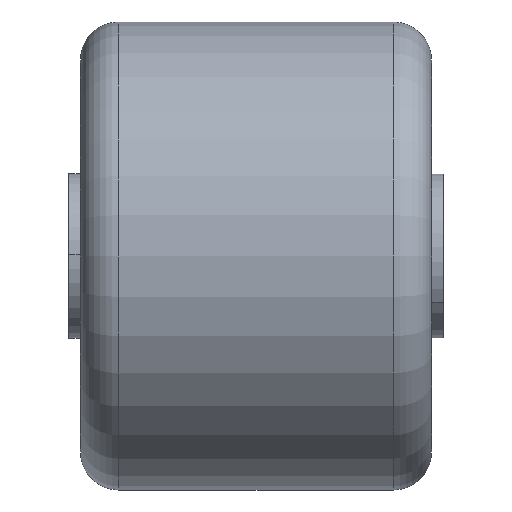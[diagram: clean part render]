
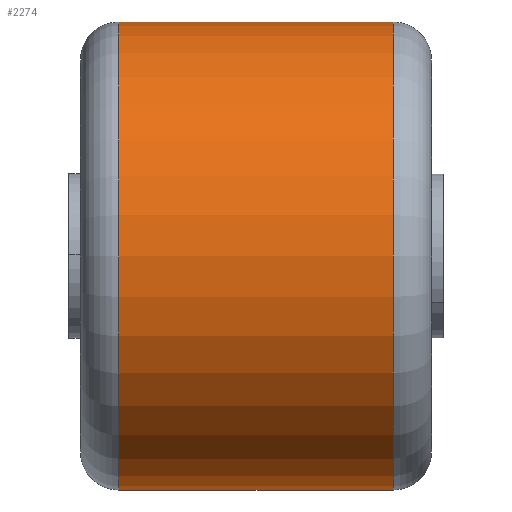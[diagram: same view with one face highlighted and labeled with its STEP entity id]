
A CAD part, front view. The second image highlights one B-rep face of the part: STEP entity #2274.
In plain terms, the highlighted cylindrical face has radius 40 mm (diameter 80 mm), a partial arc.
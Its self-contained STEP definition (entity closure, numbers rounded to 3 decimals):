
#252 = VERTEX_POINT ( 'NONE', #3136 ) ;
#679 = DIRECTION ( 'NONE',  ( -1., 0., 0. ) ) ;
#788 = ORIENTED_EDGE ( 'NONE', *, *, #5496, .T. ) ;
#970 = EDGE_CURVE ( 'NONE', #252, #1814, #3580, .T. ) ;
#1031 = VERTEX_POINT ( 'NONE', #1957 ) ;
#1088 = LINE ( 'NONE', #2761, #2313 ) ;
#1120 = EDGE_CURVE ( 'NONE', #1031, #1814, #1088, .T. ) ;
#1175 = AXIS2_PLACEMENT_3D ( 'NONE', #2731, #3571, #4879 ) ;
#1252 = LINE ( 'NONE', #2009, #5064 ) ;
#1316 = VERTEX_POINT ( 'NONE', #1381 ) ;
#1381 = CARTESIAN_POINT ( 'NONE',  ( 23.5, 0., 331.987 ) ) ;
#1797 = FACE_OUTER_BOUND ( 'NONE', #2053, .T. ) ;
#1814 = VERTEX_POINT ( 'NONE', #3416 ) ;
#1957 = CARTESIAN_POINT ( 'NONE',  ( 23.5, 0., 251.987 ) ) ;
#2009 = CARTESIAN_POINT ( 'NONE',  ( -57.637, 0., 331.987 ) ) ;
#2053 = EDGE_LOOP ( 'NONE', ( #2485, #5530, #788, #3124 ) ) ;
#2274 = ADVANCED_FACE ( 'NONE', ( #1797 ), #4286, .T. ) ;
#2313 = VECTOR ( 'NONE', #679, 1000. ) ;
#2485 = ORIENTED_EDGE ( 'NONE', *, *, #1120, .F. ) ;
#2709 = CARTESIAN_POINT ( 'NONE',  ( -57.637, 0., 291.987 ) ) ;
#2731 = CARTESIAN_POINT ( 'NONE',  ( -23.5, 0., 291.987 ) ) ;
#2761 = CARTESIAN_POINT ( 'NONE',  ( -57.637, 0., 251.987 ) ) ;
#2816 = DIRECTION ( 'NONE',  ( -1., 0., 0. ) ) ;
#2932 = DIRECTION ( 'NONE',  ( -1., 0., 0. ) ) ;
#3124 = ORIENTED_EDGE ( 'NONE', *, *, #970, .T. ) ;
#3136 = CARTESIAN_POINT ( 'NONE',  ( -23.5, 0., 331.987 ) ) ;
#3142 = AXIS2_PLACEMENT_3D ( 'NONE', #4560, #5397, #5418 ) ;
#3416 = CARTESIAN_POINT ( 'NONE',  ( -23.5, 0., 251.987 ) ) ;
#3571 = DIRECTION ( 'NONE',  ( 1., 0., 0. ) ) ;
#3580 = CIRCLE ( 'NONE', #1175, 40. ) ;
#3622 = DIRECTION ( 'NONE',  ( 0., 0., 1. ) ) ;
#4207 = EDGE_CURVE ( 'NONE', #1031, #1316, #4311, .T. ) ;
#4286 = CYLINDRICAL_SURFACE ( 'NONE', #4603, 40. ) ;
#4311 = CIRCLE ( 'NONE', #3142, 40. ) ;
#4560 = CARTESIAN_POINT ( 'NONE',  ( 23.5, 0., 291.987 ) ) ;
#4603 = AXIS2_PLACEMENT_3D ( 'NONE', #2709, #2816, #3622 ) ;
#4879 = DIRECTION ( 'NONE',  ( 0., 0., -1. ) ) ;
#5064 = VECTOR ( 'NONE', #2932, 1000. ) ;
#5397 = DIRECTION ( 'NONE',  ( -1., 0., 0. ) ) ;
#5418 = DIRECTION ( 'NONE',  ( 0., 0., 1. ) ) ;
#5496 = EDGE_CURVE ( 'NONE', #1316, #252, #1252, .T. ) ;
#5530 = ORIENTED_EDGE ( 'NONE', *, *, #4207, .T. ) ;
